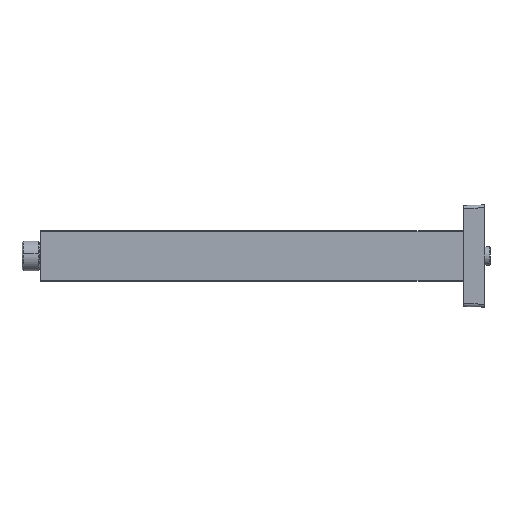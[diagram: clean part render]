
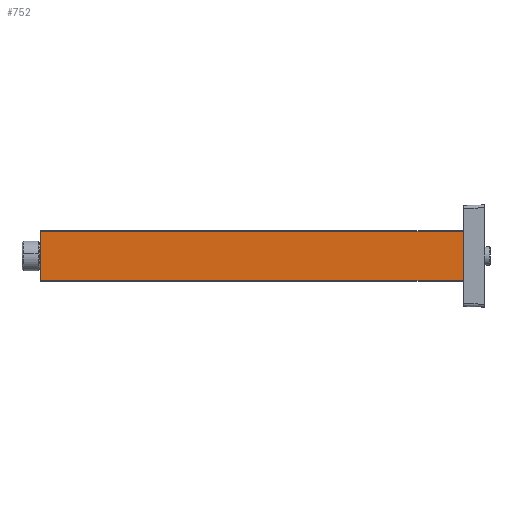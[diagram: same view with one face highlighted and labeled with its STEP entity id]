
A CAD part, left-side view. The second image highlights one B-rep face of the part: STEP entity #752.
In plain terms, the highlighted planar face has unit normal (-1, 0, 0).
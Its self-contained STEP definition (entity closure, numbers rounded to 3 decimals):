
#144 = ORIENTED_EDGE ( 'NONE', *, *, #842, .F. ) ;
#710 = EDGE_CURVE ( 'NONE', #2393, #1961, #2070, .T. ) ;
#752 = ADVANCED_FACE ( 'NONE', ( #1749 ), #3797, .T. ) ;
#805 = ORIENTED_EDGE ( 'NONE', *, *, #4393, .T. ) ;
#842 = EDGE_CURVE ( 'NONE', #4134, #3859, #1164, .T. ) ;
#990 = CARTESIAN_POINT ( 'NONE',  ( -7.625, -150., 17.625 ) ) ;
#1065 = EDGE_LOOP ( 'NONE', ( #1894, #3556, #144, #805 ) ) ;
#1164 = LINE ( 'NONE', #1770, #1582 ) ;
#1218 = VECTOR ( 'NONE', #2655, 1000. ) ;
#1291 = CARTESIAN_POINT ( 'NONE',  ( -7.625, -150., 17.125 ) ) ;
#1582 = VECTOR ( 'NONE', #2871, 1000. ) ;
#1622 = LINE ( 'NONE', #1291, #1218 ) ;
#1749 = FACE_OUTER_BOUND ( 'NONE', #1065, .T. ) ;
#1770 = CARTESIAN_POINT ( 'NONE',  ( -7.625, 150., 17.625 ) ) ;
#1894 = ORIENTED_EDGE ( 'NONE', *, *, #710, .T. ) ;
#1961 = VERTEX_POINT ( 'NONE', #3522 ) ;
#2002 = DIRECTION ( 'NONE',  ( -1., 0., 0. ) ) ;
#2070 = LINE ( 'NONE', #990, #3041 ) ;
#2075 = CARTESIAN_POINT ( 'NONE',  ( -7.625, 150., 17.125 ) ) ;
#2393 = VERTEX_POINT ( 'NONE', #3285 ) ;
#2485 = LINE ( 'NONE', #3146, #3945 ) ;
#2655 = DIRECTION ( 'NONE',  ( 0., 1., 0. ) ) ;
#2714 = DIRECTION ( 'NONE',  ( 0., 0., 1. ) ) ;
#2743 = AXIS2_PLACEMENT_3D ( 'NONE', #3034, #2002, #2714 ) ;
#2871 = DIRECTION ( 'NONE',  ( 0., 0., 1. ) ) ;
#2942 = CARTESIAN_POINT ( 'NONE',  ( -7.625, 150., -17.125 ) ) ;
#3034 = CARTESIAN_POINT ( 'NONE',  ( -7.625, -150., 17.625 ) ) ;
#3041 = VECTOR ( 'NONE', #3438, 1000. ) ;
#3146 = CARTESIAN_POINT ( 'NONE',  ( -7.625, -150., -17.125 ) ) ;
#3285 = CARTESIAN_POINT ( 'NONE',  ( -7.625, -150., -17.125 ) ) ;
#3438 = DIRECTION ( 'NONE',  ( 0., 0., 1. ) ) ;
#3522 = CARTESIAN_POINT ( 'NONE',  ( -7.625, -150., 17.125 ) ) ;
#3550 = DIRECTION ( 'NONE',  ( 0., -1., 0. ) ) ;
#3556 = ORIENTED_EDGE ( 'NONE', *, *, #3663, .T. ) ;
#3663 = EDGE_CURVE ( 'NONE', #1961, #3859, #1622, .T. ) ;
#3797 = PLANE ( 'NONE',  #2743 ) ;
#3859 = VERTEX_POINT ( 'NONE', #2075 ) ;
#3945 = VECTOR ( 'NONE', #3550, 1000. ) ;
#4134 = VERTEX_POINT ( 'NONE', #2942 ) ;
#4393 = EDGE_CURVE ( 'NONE', #4134, #2393, #2485, .T. ) ;
